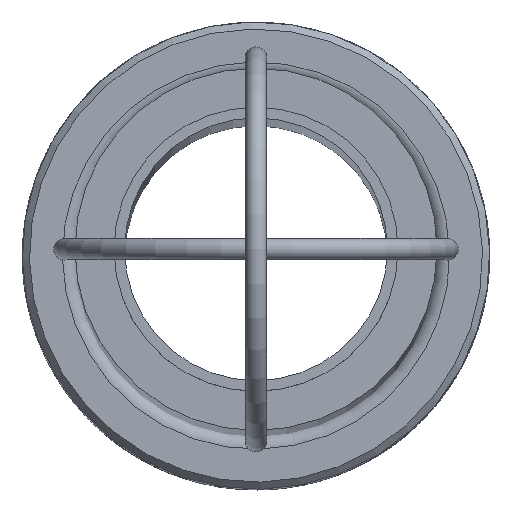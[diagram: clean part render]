
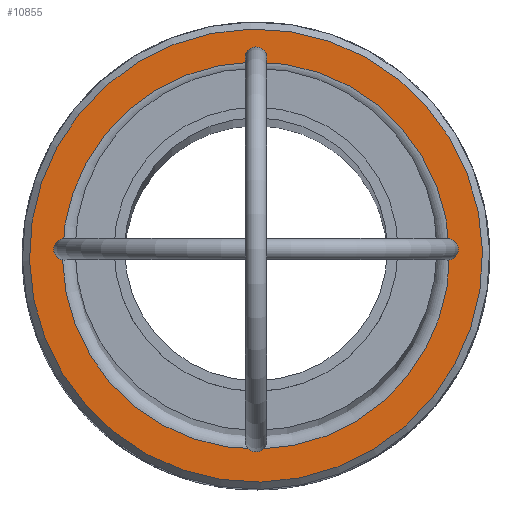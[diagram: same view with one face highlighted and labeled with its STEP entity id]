
A CAD part, top view. The second image highlights one B-rep face of the part: STEP entity #10855.
In plain terms, the highlighted planar face has unit normal (0, 0, 1).
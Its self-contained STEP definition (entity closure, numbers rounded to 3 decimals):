
#142=FACE_BOUND('',#3076,.T.);
#1259=CIRCLE('',#12796,31.9);
#1260=CIRCLE('',#12798,27.25);
#2316=FACE_OUTER_BOUND('',#3075,.T.);
#3075=EDGE_LOOP('',(#9668));
#3076=EDGE_LOOP('',(#9669));
#4862=VERTEX_POINT('',#20814);
#4863=VERTEX_POINT('',#20818);
#6469=EDGE_CURVE('',#4862,#4862,#1259,.T.);
#6471=EDGE_CURVE('',#4863,#4863,#1260,.T.);
#9668=ORIENTED_EDGE('',*,*,#6469,.F.);
#9669=ORIENTED_EDGE('',*,*,#6471,.F.);
#10121=PLANE('',#12797);
#10855=ADVANCED_FACE('',(#2316,#142),#10121,.T.);
#12796=AXIS2_PLACEMENT_3D('',#20815,#16962,#16963);
#12797=AXIS2_PLACEMENT_3D('',#20817,#16965,#16966);
#12798=AXIS2_PLACEMENT_3D('',#20819,#16967,#16968);
#16962=DIRECTION('center_axis',(0.,0.,-1.));
#16963=DIRECTION('ref_axis',(0.,-1.,0.));
#16965=DIRECTION('center_axis',(0.,0.,1.));
#16966=DIRECTION('ref_axis',(1.,0.,0.));
#16967=DIRECTION('center_axis',(0.,0.,1.));
#16968=DIRECTION('ref_axis',(1.,0.,0.));
#20814=CARTESIAN_POINT('',(0.,31.9,0.));
#20815=CARTESIAN_POINT('Origin',(0.,0.,0.));
#20817=CARTESIAN_POINT('Origin',(0.,27.25,0.));
#20818=CARTESIAN_POINT('',(-27.25,0.,0.));
#20819=CARTESIAN_POINT('Origin',(0.,0.,0.));
